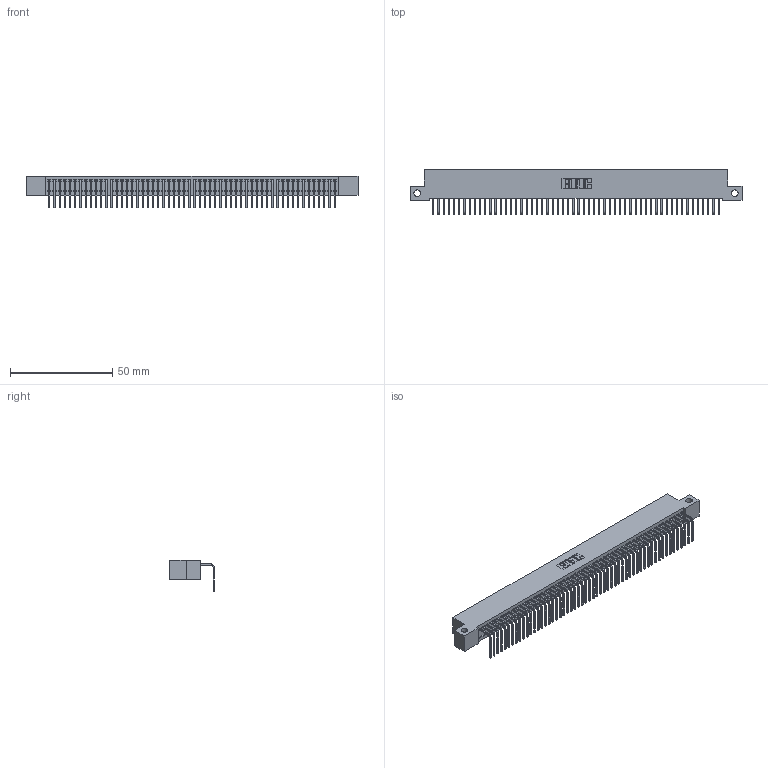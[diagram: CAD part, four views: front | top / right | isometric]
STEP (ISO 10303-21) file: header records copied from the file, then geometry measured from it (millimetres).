
FILE_DESCRIPTION (( 'STEP AP203' ), '1' );
FILE_NAME ('392-056-558-112.STEP', '2019-10-08T15:30:12', ( '' ), ( '' ), 'SwSTEP 2.0', 'SolidWorks 2016', '' );
FILE_SCHEMA (( 'CONFIG_CONTROL_DESIGN' ));
Length unit declared in the file: inch
Products named in the file (3): 392-056-558-112; 342 Part_Side Mount; 345-292-001_558 Tail - 2
Assembly tree (57 placements, depth 2):
  392-056-558-112
    342 Part_Side Mount
    345-292-001_558 Tail - 2  x56
Bounding box: 162.56 x 21.91 x 15.62 mm (x, y, z)
Volume: 14417.5 mm3; surface area: 22329.4 mm2
Topology: 57 solids, 57 shells, 3470 faces, 10491 edges, 6918 vertices
Faces by surface type: plane 2530, cylinder 940
Entity records: 32379 total; most frequent: CARTESIAN_POINT 5590, ORIENTED_EDGE 5582, DIRECTION 4687, EDGE_CURVE 2791, LINE 2663, VECTOR 2663, VERTEX_POINT 1858, AXIS2_PLACEMENT_3D 1012
